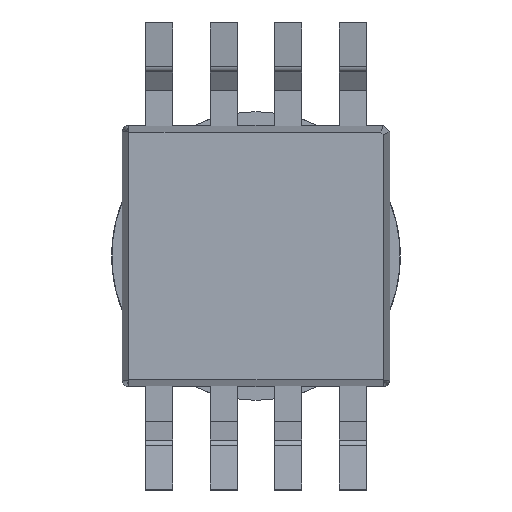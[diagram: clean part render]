
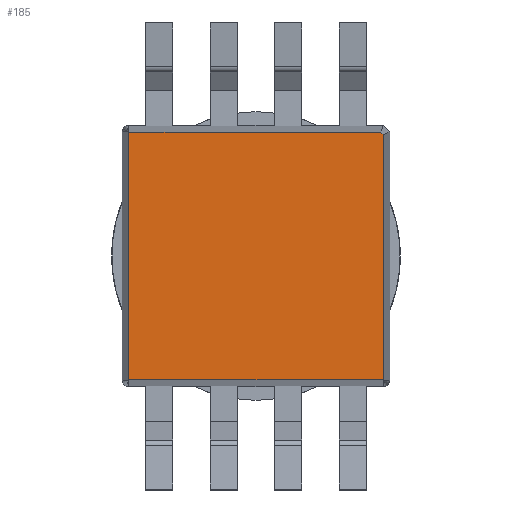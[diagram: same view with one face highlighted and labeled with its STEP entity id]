
A CAD part, front view. The second image highlights one B-rep face of the part: STEP entity #185.
In plain terms, the highlighted planar face has unit normal (0, -1, 0).
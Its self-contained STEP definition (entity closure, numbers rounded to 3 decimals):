
#48 = DIRECTION ( 'NONE',  ( 1., 0., 0. ) ) ;
#158 = VECTOR ( 'NONE', #3520, 1000. ) ;
#171 = LINE ( 'NONE', #1169, #3680 ) ;
#185 = ADVANCED_FACE ( 'NONE', ( #2720 ), #268, .T. ) ;
#232 = DIRECTION ( 'NONE',  ( 0., 0., -1. ) ) ;
#268 = PLANE ( 'NONE',  #1464 ) ;
#304 = EDGE_CURVE ( 'NONE', #3940, #2519, #715, .T. ) ;
#376 = EDGE_CURVE ( 'NONE', #2410, #3940, #3610, .T. ) ;
#715 = LINE ( 'NONE', #2456, #158 ) ;
#772 = DIRECTION ( 'NONE',  ( -1., 0., 0. ) ) ;
#981 = DIRECTION ( 'NONE',  ( 0., -1., 0. ) ) ;
#1039 = VECTOR ( 'NONE', #232, 1000. ) ;
#1094 = LINE ( 'NONE', #2784, #4050 ) ;
#1169 = CARTESIAN_POINT ( 'NONE',  ( 5.02, -2.98, 4.884 ) ) ;
#1229 = CARTESIAN_POINT ( 'NONE',  ( -5.009, -2.98, 4.884 ) ) ;
#1299 = CARTESIAN_POINT ( 'NONE',  ( -5.02, -2.98, 4.895 ) ) ;
#1464 = AXIS2_PLACEMENT_3D ( 'NONE', #1299, #981, #3373 ) ;
#1516 = EDGE_CURVE ( 'NONE', #2519, #4097, #171, .T. ) ;
#1669 = EDGE_CURVE ( 'NONE', #4097, #2604, #2997, .T. ) ;
#1717 = CARTESIAN_POINT ( 'NONE',  ( 5.009, -2.98, 4.787 ) ) ;
#1791 = CARTESIAN_POINT ( 'NONE',  ( 4.912, -2.98, 4.884 ) ) ;
#1935 = EDGE_CURVE ( 'NONE', #2604, #2410, #1094, .T. ) ;
#2005 = ORIENTED_EDGE ( 'NONE', *, *, #304, .T. ) ;
#2156 = EDGE_LOOP ( 'NONE', ( #2872, #2597, #3488, #3198, #2005 ) ) ;
#2410 = VERTEX_POINT ( 'NONE', #3706 ) ;
#2456 = CARTESIAN_POINT ( 'NONE',  ( 5.086, -2.98, 4.711 ) ) ;
#2519 = VERTEX_POINT ( 'NONE', #1791 ) ;
#2597 = ORIENTED_EDGE ( 'NONE', *, *, #1669, .T. ) ;
#2604 = VERTEX_POINT ( 'NONE', #4216 ) ;
#2699 = CARTESIAN_POINT ( 'NONE',  ( -5.009, -2.98, 4.895 ) ) ;
#2720 = FACE_OUTER_BOUND ( 'NONE', #2156, .T. ) ;
#2784 = CARTESIAN_POINT ( 'NONE',  ( -5.02, -2.98, -4.884 ) ) ;
#2872 = ORIENTED_EDGE ( 'NONE', *, *, #1516, .T. ) ;
#2960 = CARTESIAN_POINT ( 'NONE',  ( 5.009, -2.98, -4.895 ) ) ;
#2997 = LINE ( 'NONE', #2699, #1039 ) ;
#3198 = ORIENTED_EDGE ( 'NONE', *, *, #376, .T. ) ;
#3316 = DIRECTION ( 'NONE',  ( 0., 0., 1. ) ) ;
#3373 = DIRECTION ( 'NONE',  ( 0., 0., -1. ) ) ;
#3488 = ORIENTED_EDGE ( 'NONE', *, *, #1935, .T. ) ;
#3520 = DIRECTION ( 'NONE',  ( -0.707, 0., 0.707 ) ) ;
#3610 = LINE ( 'NONE', #2960, #4446 ) ;
#3680 = VECTOR ( 'NONE', #772, 1000. ) ;
#3706 = CARTESIAN_POINT ( 'NONE',  ( 5.009, -2.98, -4.884 ) ) ;
#3940 = VERTEX_POINT ( 'NONE', #1717 ) ;
#4050 = VECTOR ( 'NONE', #48, 1000. ) ;
#4097 = VERTEX_POINT ( 'NONE', #1229 ) ;
#4216 = CARTESIAN_POINT ( 'NONE',  ( -5.009, -2.98, -4.884 ) ) ;
#4446 = VECTOR ( 'NONE', #3316, 1000. ) ;
